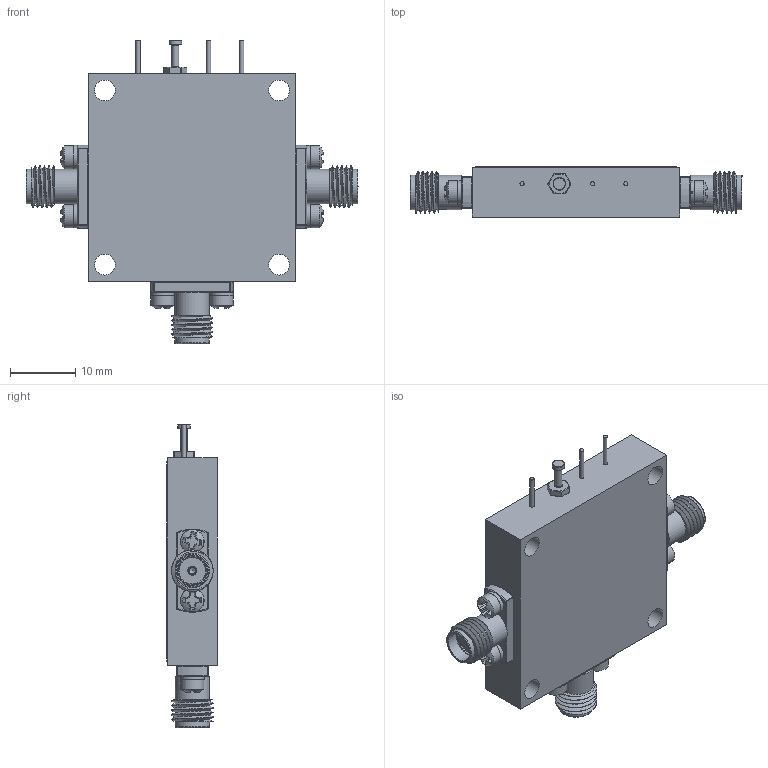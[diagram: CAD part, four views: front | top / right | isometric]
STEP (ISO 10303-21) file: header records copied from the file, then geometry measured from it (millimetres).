
FILE_DESCRIPTION (( 'STEP AP214' ), '1' );
FILE_NAME ('PDT-8G12G-40-515-SFF.STEP', '2025-01-17T18:53:53', ( '' ), ( '' ), 'SwSTEP 2.0', 'SolidWorks 2024', '' );
FILE_SCHEMA (( 'AUTOMOTIVE_DESIGN' ));
Length unit declared in the file: inch
Products named in the file (1): PDT-8G12G-40-515-SFF
Bounding box: 50.8 x 7.72 x 46.38 mm (x, y, z)
Volume: 8446.1 mm3; surface area: 7016.7 mm2
Topology: 31 solids, 31 shells, 744 faces, 2945 edges, 2439 vertices
Faces by surface type: plane 414, cylinder 136, torus 79, sphere 54, cone 43, bspline 18
Full cylindrical faces by diameter (mm): 0.305 x6, 0.559 x3, 0.635 x3, 1.016 x3, 1.067 x1, 1.27 x3, 1.93 x1, 2.184 x7, 2.591 x6, 3.175 x4, 3.302 x3, 3.556 x6, 4.191 x6, 4.597 x3, 5.283 x6
Entity records: 49377 total; most frequent: CARTESIAN_POINT 15799, ORIENTED_EDGE 5510, DIRECTION 4049, EDGE_CURVE 2755, VERTEX_POINT 2420, VECTOR 1393, LINE 1393, AXIS2_PLACEMENT_3D 1328
